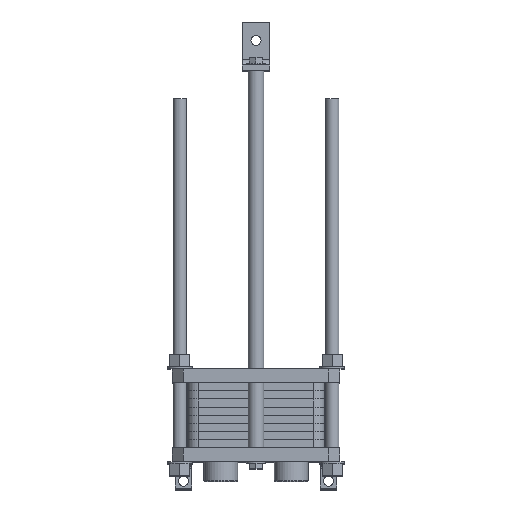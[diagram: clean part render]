
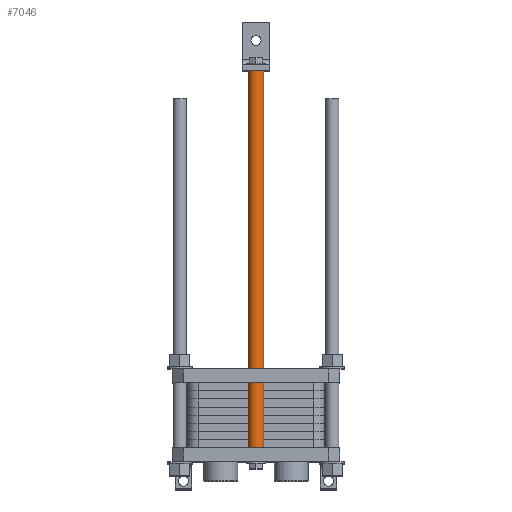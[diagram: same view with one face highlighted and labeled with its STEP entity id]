
A CAD part, top view. The second image highlights one B-rep face of the part: STEP entity #7046.
In plain terms, the highlighted cylindrical face has radius 14 mm (diameter 28 mm), a full revolution.
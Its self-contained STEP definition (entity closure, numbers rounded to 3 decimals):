
#721=CYLINDRICAL_SURFACE('',#7503,14.);
#841=FACE_BOUND('',#3053,.T.);
#2631=FACE_OUTER_BOUND('',#3052,.T.);
#3052=EDGE_LOOP('',(#5870));
#3053=EDGE_LOOP('',(#5871));
#3240=CIRCLE('',#7231,14.);
#3290=CIRCLE('',#7359,14.);
#3616=VERTEX_POINT('',#10193);
#3768=VERTEX_POINT('',#10632);
#4185=EDGE_CURVE('',#3616,#3616,#3240,.T.);
#4394=EDGE_CURVE('',#3768,#3768,#3290,.T.);
#5870=ORIENTED_EDGE('',*,*,#4185,.F.);
#5871=ORIENTED_EDGE('',*,*,#4394,.F.);
#7046=ADVANCED_FACE('',(#2631,#841),#721,.T.);
#7231=AXIS2_PLACEMENT_3D('',#10194,#7993,#7994);
#7359=AXIS2_PLACEMENT_3D('',#10633,#8408,#8409);
#7503=AXIS2_PLACEMENT_3D('',#11088,#8870,#8871);
#7993=DIRECTION('center_axis',(0.,1.,0.));
#7994=DIRECTION('ref_axis',(-1.,0.,0.));
#8408=DIRECTION('center_axis',(0.,-1.,0.));
#8409=DIRECTION('ref_axis',(-1.,0.,0.));
#8870=DIRECTION('center_axis',(0.,1.,0.));
#8871=DIRECTION('ref_axis',(-1.,0.,0.));
#10193=CARTESIAN_POINT('',(14.,675.,573.));
#10194=CARTESIAN_POINT('Origin',(0.,675.,573.));
#10632=CARTESIAN_POINT('',(14.,0.,573.));
#10633=CARTESIAN_POINT('Origin',(0.,0.,
573.));
#11088=CARTESIAN_POINT('Origin',(0.,-37.,573.));
